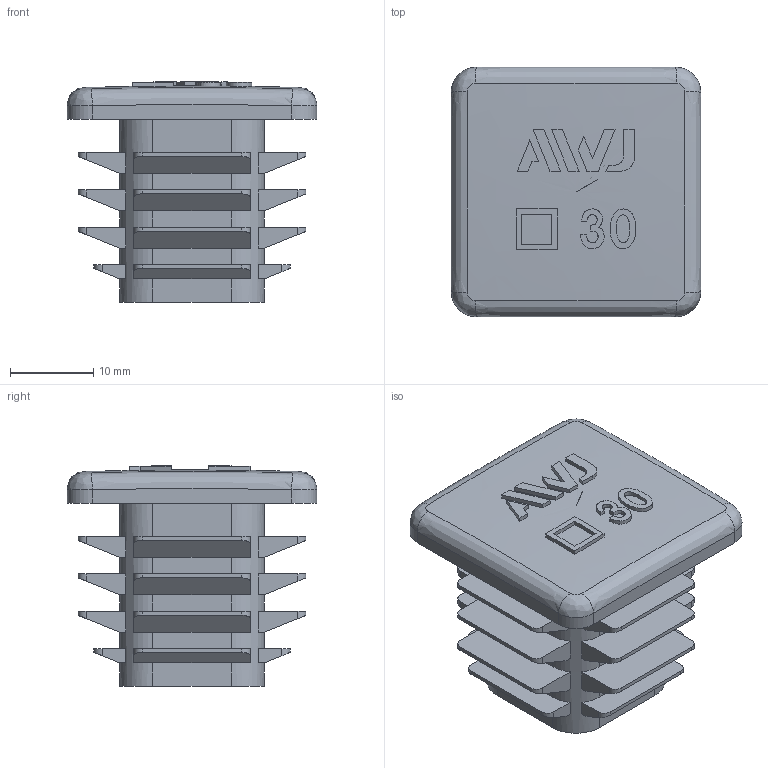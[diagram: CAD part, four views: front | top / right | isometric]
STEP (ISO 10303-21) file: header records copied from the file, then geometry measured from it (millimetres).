
FILE_DESCRIPTION( ( 'STEP AP203' ), '1' );
FILE_NAME( '30.step', '2022-07-25T05:38:48', ( ' ' ), ( ' ' ), 'XStep 1.0', ' ', ' ' );
FILE_SCHEMA( ( 'CONFIG_CONTROL_DESIGN' ) );
Length unit declared in the file: millimetre
Products named in the file (1): 1
Bounding box: 30 x 30 x 26.5 mm (x, y, z)
Volume: 7574.6 mm3; surface area: 6574.1 mm2
Topology: 1 solids, 1 shells, 268 faces, 713 edges, 456 vertices
Faces by surface type: plane 183, cylinder 46, bspline 28, extrusion 7, cone 4
Entity records: 11036 total; most frequent: CARTESIAN_POINT 4595, ORIENTED_EDGE 1408, DIRECTION 1219, EDGE_CURVE 704, VERTEX_POINT 454, VECTOR 423, LINE 416, AXIS2_PLACEMENT_3D 398
